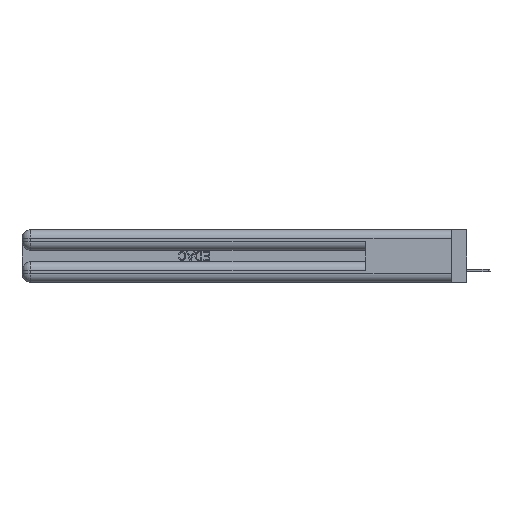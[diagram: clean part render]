
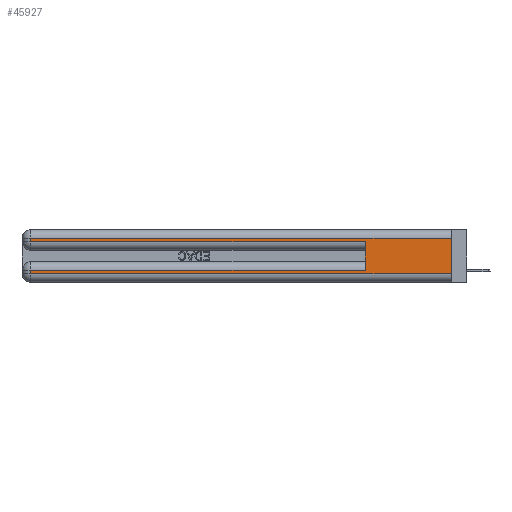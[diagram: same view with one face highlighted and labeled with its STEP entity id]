
A CAD part, left-side view. The second image highlights one B-rep face of the part: STEP entity #45927.
In plain terms, the highlighted planar face has unit normal (-1, 0, 0).
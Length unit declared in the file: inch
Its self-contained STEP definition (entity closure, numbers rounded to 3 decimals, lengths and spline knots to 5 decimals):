
#493 = VERTEX_POINT ( 'NONE', #44175 ) ;
#557 = AXIS2_PLACEMENT_3D ( 'NONE', #9094, #12541, #23570 ) ;
#706 = ORIENTED_EDGE ( 'NONE', *, *, #14966, .T. ) ;
#2653 = VERTEX_POINT ( 'NONE', #28840 ) ;
#2772 = VERTEX_POINT ( 'NONE', #40000 ) ;
#3350 = ORIENTED_EDGE ( 'NONE', *, *, #29919, .T. ) ;
#3486 = EDGE_LOOP ( 'NONE', ( #4761, #21452, #3504, #706, #12828, #3350, #12841, #4826 ) ) ;
#3504 = ORIENTED_EDGE ( 'NONE', *, *, #45012, .T. ) ;
#3561 = VECTOR ( 'NONE', #41073, 39.37008 ) ;
#4190 = VECTOR ( 'NONE', #24462, 39.37008 ) ;
#4579 = EDGE_CURVE ( 'NONE', #40080, #2772, #17802, .T. ) ;
#4589 = EDGE_CURVE ( 'NONE', #39648, #2772, #31329, .T. ) ;
#4761 = ORIENTED_EDGE ( 'NONE', *, *, #4579, .F. ) ;
#4826 = ORIENTED_EDGE ( 'NONE', *, *, #4589, .T. ) ;
#5299 = CARTESIAN_POINT ( 'NONE',  ( 0., 0.6, 0.285 ) ) ;
#5330 = DIRECTION ( 'NONE',  ( 0., 0., -1. ) ) ;
#6457 = FACE_OUTER_BOUND ( 'NONE', #3486, .T. ) ;
#6709 = EDGE_CURVE ( 'NONE', #40080, #2653, #15716, .T. ) ;
#8151 = CARTESIAN_POINT ( 'NONE',  ( 0., 0.6, 0.085 ) ) ;
#9094 = CARTESIAN_POINT ( 'NONE',  ( 0., 0., 0.37 ) ) ;
#11103 = LINE ( 'NONE', #36603, #16323 ) ;
#11123 = EDGE_CURVE ( 'NONE', #493, #39648, #11103, .T. ) ;
#12541 = DIRECTION ( 'NONE',  ( 1., 0., 0. ) ) ;
#12828 = ORIENTED_EDGE ( 'NONE', *, *, #31343, .F. ) ;
#12841 = ORIENTED_EDGE ( 'NONE', *, *, #11123, .T. ) ;
#14448 = DIRECTION ( 'NONE',  ( 0., 1., 0. ) ) ;
#14966 = EDGE_CURVE ( 'NONE', #15972, #34368, #18931, .T. ) ;
#15716 = LINE ( 'NONE', #33202, #22889 ) ;
#15972 = VERTEX_POINT ( 'NONE', #47013 ) ;
#16068 = VECTOR ( 'NONE', #17206, 39.37008 ) ;
#16323 = VECTOR ( 'NONE', #43786, 39.37008 ) ;
#17206 = DIRECTION ( 'NONE',  ( 0., 0., 1. ) ) ;
#17802 = LINE ( 'NONE', #39556, #38355 ) ;
#18931 = LINE ( 'NONE', #38300, #40752 ) ;
#19253 = CARTESIAN_POINT ( 'NONE',  ( 0., 0., 0.31 ) ) ;
#20246 = PLANE ( 'NONE',  #557 ) ;
#21452 = ORIENTED_EDGE ( 'NONE', *, *, #6709, .T. ) ;
#22889 = VECTOR ( 'NONE', #14448, 39.37008 ) ;
#23570 = DIRECTION ( 'NONE',  ( 0., 0., -1. ) ) ;
#24462 = DIRECTION ( 'NONE',  ( 0., -1., 0. ) ) ;
#28074 = CARTESIAN_POINT ( 'NONE',  ( 0., 0., 0.085 ) ) ;
#28659 = LINE ( 'NONE', #28074, #40387 ) ;
#28840 = CARTESIAN_POINT ( 'NONE',  ( 0., 2.94, 0.31 ) ) ;
#29919 = EDGE_CURVE ( 'NONE', #47300, #493, #28659, .T. ) ;
#31329 = LINE ( 'NONE', #35623, #4190 ) ;
#31343 = EDGE_CURVE ( 'NONE', #47300, #34368, #36172, .T. ) ;
#32345 = DIRECTION ( 'NONE',  ( 0., 1., 0. ) ) ;
#33202 = CARTESIAN_POINT ( 'NONE',  ( 0., 0., 0.31 ) ) ;
#34368 = VERTEX_POINT ( 'NONE', #5299 ) ;
#34530 = DIRECTION ( 'NONE',  ( 0., -1., 0. ) ) ;
#35623 = CARTESIAN_POINT ( 'NONE',  ( 0., 0., 0.06 ) ) ;
#36172 = LINE ( 'NONE', #47341, #16068 ) ;
#36603 = CARTESIAN_POINT ( 'NONE',  ( 0., 2.94, 0.37 ) ) ;
#38300 = CARTESIAN_POINT ( 'NONE',  ( 0., 0., 0.285 ) ) ;
#38355 = VECTOR ( 'NONE', #5330, 39.37008 ) ;
#39512 = LINE ( 'NONE', #44535, #3561 ) ;
#39556 = CARTESIAN_POINT ( 'NONE',  ( 0., 0., 0.37 ) ) ;
#39648 = VERTEX_POINT ( 'NONE', #40434 ) ;
#40000 = CARTESIAN_POINT ( 'NONE',  ( 0., 0., 0.06 ) ) ;
#40080 = VERTEX_POINT ( 'NONE', #19253 ) ;
#40387 = VECTOR ( 'NONE', #32345, 39.37008 ) ;
#40434 = CARTESIAN_POINT ( 'NONE',  ( 0., 2.94, 0.06 ) ) ;
#40752 = VECTOR ( 'NONE', #34530, 39.37008 ) ;
#41073 = DIRECTION ( 'NONE',  ( 0., 0., -1. ) ) ;
#43786 = DIRECTION ( 'NONE',  ( 0., 0., -1. ) ) ;
#44175 = CARTESIAN_POINT ( 'NONE',  ( 0., 2.94, 0.085 ) ) ;
#44535 = CARTESIAN_POINT ( 'NONE',  ( 0., 2.94, 0.37 ) ) ;
#45012 = EDGE_CURVE ( 'NONE', #2653, #15972, #39512, .T. ) ;
#45927 = ADVANCED_FACE ( 'NONE', ( #6457 ), #20246, .F. ) ;
#47013 = CARTESIAN_POINT ( 'NONE',  ( 0., 2.94, 0.285 ) ) ;
#47300 = VERTEX_POINT ( 'NONE', #8151 ) ;
#47341 = CARTESIAN_POINT ( 'NONE',  ( 0., 0.6, 0.145 ) ) ;
